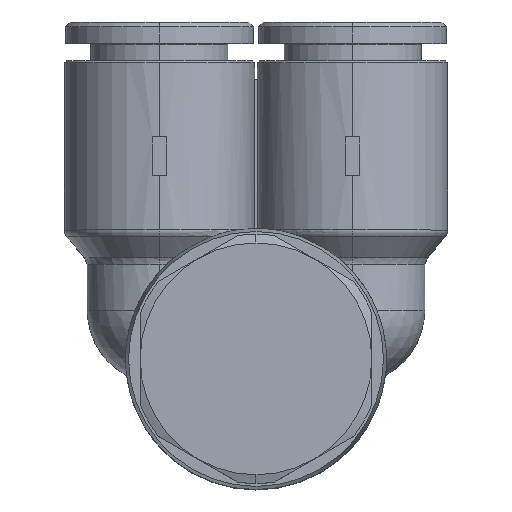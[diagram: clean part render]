
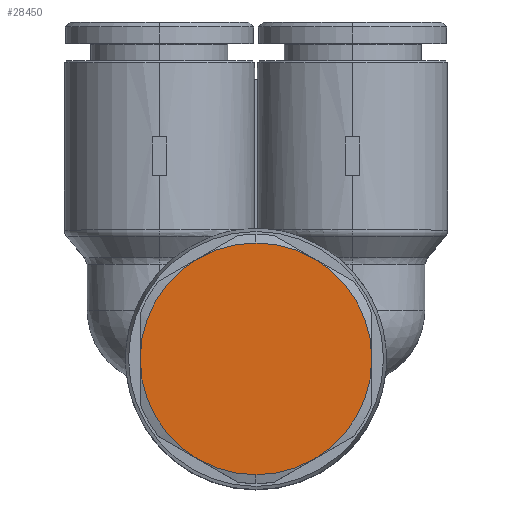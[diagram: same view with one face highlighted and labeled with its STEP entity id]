
A CAD part, top view. The second image highlights one B-rep face of the part: STEP entity #28450.
In plain terms, the highlighted planar face has unit normal (0, 0, 1).
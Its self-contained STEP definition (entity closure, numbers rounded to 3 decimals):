
#2283=CARTESIAN_POINT('',(-2.,10.,15.1));
#2284=VERTEX_POINT('',#2283);
#2292=CARTESIAN_POINT('',(-0.392,4.,15.1));
#2293=VERTEX_POINT('',#2292);
#2307=CARTESIAN_POINT('',(10.0,10.,15.1));
#2308=DIRECTION('',(0.0,0.0,1.0));
#2309=DIRECTION('',(-1.0,0.0,0.0));
#2310=AXIS2_PLACEMENT_3D('',#2307,#2308,#2309);
#2311=CIRCLE('',#2310,12.);
#2312=EDGE_CURVE('',#2284,#2293,#2311,.T.);
#2322=CARTESIAN_POINT('',(22.,10.,15.1));
#2323=VERTEX_POINT('',#2322);
#2330=CARTESIAN_POINT('',(20.392,4.,15.1));
#2331=VERTEX_POINT('',#2330);
#2332=CARTESIAN_POINT('',(10.0,10.,15.1));
#2333=DIRECTION('',(0.0,0.0,1.0));
#2334=DIRECTION('',(-1.0,0.0,0.0));
#2335=AXIS2_PLACEMENT_3D('',#2332,#2333,#2334);
#2336=CIRCLE('',#2335,12.);
#2337=EDGE_CURVE('',#2331,#2323,#2336,.T.);
#27780=CARTESIAN_POINT('',(10.,-2.,15.1));
#27781=VERTEX_POINT('',#27780);
#27817=CARTESIAN_POINT('',(10.0,10.,15.1));
#27818=DIRECTION('',(0.0,0.0,1.0));
#27819=DIRECTION('',(-1.0,0.0,0.0));
#27820=AXIS2_PLACEMENT_3D('',#27817,#27818,#27819);
#27821=CIRCLE('',#27820,12.);
#27822=EDGE_CURVE('',#27781,#2331,#27821,.T.);
#27869=CARTESIAN_POINT('',(10.0,10.,15.1));
#27870=DIRECTION('',(0.0,0.0,1.0));
#27871=DIRECTION('',(-1.0,0.0,0.0));
#27872=AXIS2_PLACEMENT_3D('',#27869,#27870,#27871);
#27873=CIRCLE('',#27872,12.);
#27874=EDGE_CURVE('',#2293,#27781,#27873,.T.);
#27894=CARTESIAN_POINT('',(20.392,16.,15.1));
#27895=VERTEX_POINT('',#27894);
#27909=CARTESIAN_POINT('',(10.0,10.,15.1));
#27910=DIRECTION('',(0.0,0.0,1.0));
#27911=DIRECTION('',(-1.0,0.0,0.0));
#27912=AXIS2_PLACEMENT_3D('',#27909,#27910,#27911);
#27913=CIRCLE('',#27912,12.);
#27914=EDGE_CURVE('',#2323,#27895,#27913,.T.);
#27948=CARTESIAN_POINT('',(10.,22.,15.1));
#27949=VERTEX_POINT('',#27948);
#27963=CARTESIAN_POINT('',(10.0,10.,15.1));
#27964=DIRECTION('',(0.0,0.0,1.0));
#27965=DIRECTION('',(-1.0,0.0,0.0));
#27966=AXIS2_PLACEMENT_3D('',#27963,#27964,#27965);
#27967=CIRCLE('',#27966,12.);
#27968=EDGE_CURVE('',#27895,#27949,#27967,.T.);
#27978=CARTESIAN_POINT('',(-0.392,16.,15.1));
#27979=VERTEX_POINT('',#27978);
#27995=CARTESIAN_POINT('',(10.0,10.,15.1));
#27996=DIRECTION('',(0.0,0.0,1.0));
#27997=DIRECTION('',(-1.0,0.0,0.0));
#27998=AXIS2_PLACEMENT_3D('',#27995,#27996,#27997);
#27999=CIRCLE('',#27998,12.);
#28000=EDGE_CURVE('',#27949,#27979,#27999,.T.);
#28033=CARTESIAN_POINT('',(10.0,10.,15.1));
#28034=DIRECTION('',(0.0,0.0,1.0));
#28035=DIRECTION('',(-1.0,0.0,0.0));
#28036=AXIS2_PLACEMENT_3D('',#28033,#28034,#28035);
#28037=CIRCLE('',#28036,12.);
#28038=EDGE_CURVE('',#27979,#2284,#28037,.T.);
#28435=CARTESIAN_POINT('',(4.55,10.,15.1));
#28436=DIRECTION('',(0.0,0.0,1.0));
#28437=DIRECTION('',(-1.0,0.0,0.0));
#28438=AXIS2_PLACEMENT_3D('',#28435,#28436,#28437);
#28439=PLANE('',#28438);
#28440=ORIENTED_EDGE('',*,*,#2337,.T.);
#28441=ORIENTED_EDGE('',*,*,#27914,.T.);
#28442=ORIENTED_EDGE('',*,*,#27968,.T.);
#28443=ORIENTED_EDGE('',*,*,#28000,.T.);
#28444=ORIENTED_EDGE('',*,*,#28038,.T.);
#28445=ORIENTED_EDGE('',*,*,#2312,.T.);
#28446=ORIENTED_EDGE('',*,*,#27874,.T.);
#28447=ORIENTED_EDGE('',*,*,#27822,.T.);
#28448=EDGE_LOOP('',(#28440,#28441,#28442,#28443,#28444,#28445,#28446,#28447));
#28449=FACE_OUTER_BOUND('',#28448,.T.);
#28450=ADVANCED_FACE('',(#28449),#28439,.T.);
